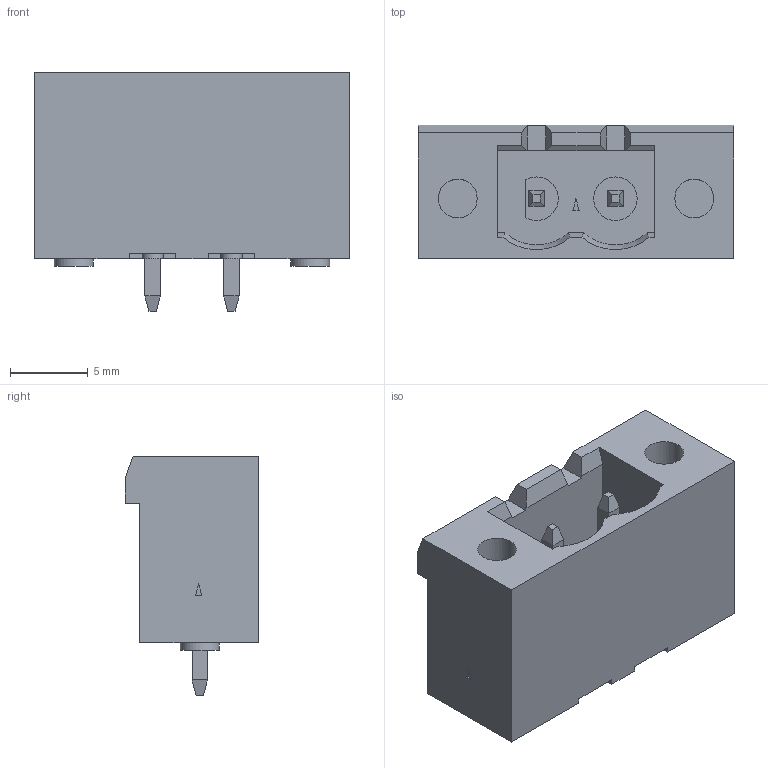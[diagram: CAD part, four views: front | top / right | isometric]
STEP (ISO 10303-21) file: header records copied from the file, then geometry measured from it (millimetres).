
FILE_DESCRIPTION(/* description */ (''),/* implementation_level */ '2;1');
FILE_NAME(/* name */ 'PHOENIX_1777073.stp',/* time_stamp */ '2015-08-24T11:03:52+02:00',/* author */ ('bcivel'),/* organization */ (''),/* preprocessor_version */ 'ST-DEVELOPER v15.5',/* originating_system */ 'AutoCAD Mechanical',/* authorisation */ '');
FILE_SCHEMA (('AUTOMOTIVE_DESIGN { 1 0 10303 214 3 1 1 }'));
Length unit declared in the file: millimetre
Products named in the file (1): Product
Bounding box: 20.32 x 8.6 x 15.4 mm (x, y, z)
Volume: 1377.8 mm3; surface area: 1558.7 mm2
Topology: 5 solids, 5 shells, 165 faces, 380 edges, 242 vertices
Faces by surface type: plane 131, cylinder 30, cone 2, sphere 2
Full cylindrical faces by diameter (mm): 0.434 x1, 1.4 x2, 1.8 x2, 2.5 x4, 2.8 x1
Entity records: 4563 total; most frequent: CARTESIAN_POINT 782, DIRECTION 774, ORIENTED_EDGE 736, EDGE_CURVE 368, LINE 286, VECTOR 286, AXIS2_PLACEMENT_3D 244, VERTEX_POINT 240
